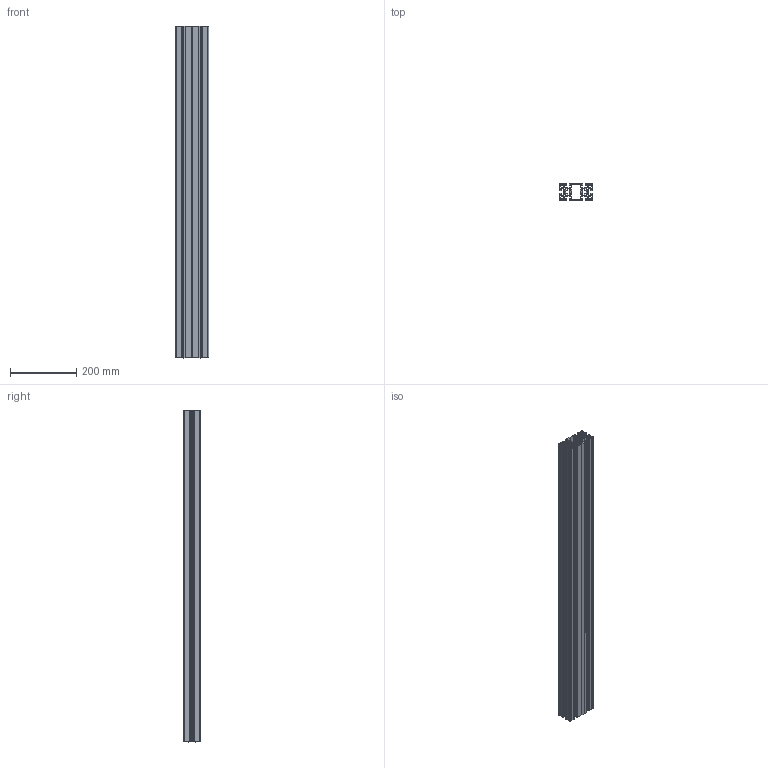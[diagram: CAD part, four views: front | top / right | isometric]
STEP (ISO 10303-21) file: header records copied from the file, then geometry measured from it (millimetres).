
FILE_DESCRIPTION (( 'STEP AP214' ), '1' );
FILE_NAME ('6510SLX Êîíñòðóêöèîííûé ïðîôèëü 50õ100SL.STEP', '2019-11-12T14:55:52', ( 'Windows User' ), ( '' ), 'SwSTEP 2.0', 'SolidWorks 2019', '' );
FILE_SCHEMA (( 'AUTOMOTIVE_DESIGN' ));
Length unit declared in the file: millimetre
Products named in the file (1): 6510SLX Êîíñòðóêöèîííûé ïðîôèëü 50õ100SL
Bounding box: 100 x 50 x 1000 mm (x, y, z)
Volume: 1201426.5 mm3; surface area: 1353666 mm2
Topology: 1 solids, 1 shells, 618 faces, 1848 edges, 1232 vertices
Faces by surface type: plane 332, cylinder 286
Entity records: 20986 total; most frequent: CARTESIAN_POINT 3699, ORIENTED_EDGE 3696, DIRECTION 3658, EDGE_CURVE 1848, LINE 1276, VECTOR 1276, VERTEX_POINT 1232, AXIS2_PLACEMENT_3D 1191
